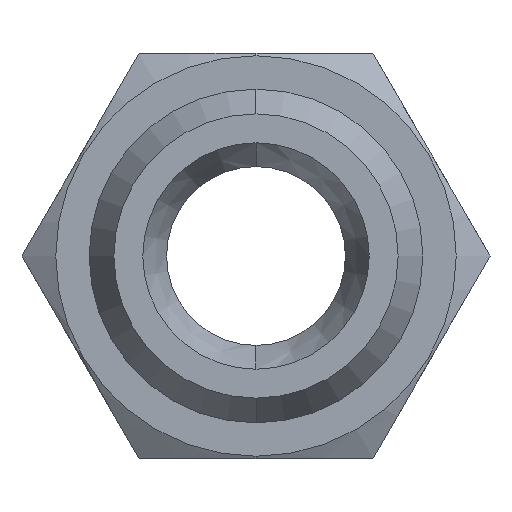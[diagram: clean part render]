
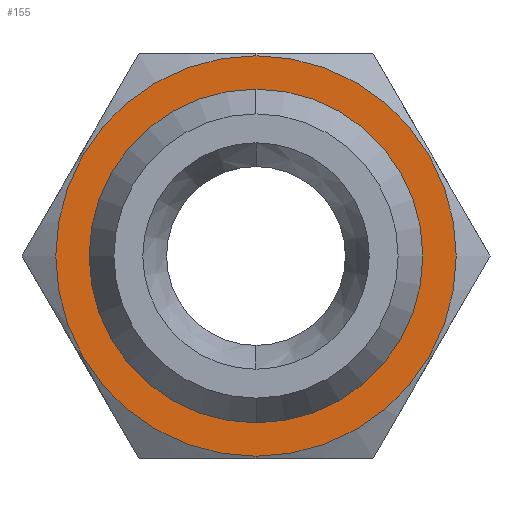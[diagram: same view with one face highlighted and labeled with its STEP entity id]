
A CAD part, front view. The second image highlights one B-rep face of the part: STEP entity #155.
In plain terms, the highlighted planar face has unit normal (0, -1, 0).
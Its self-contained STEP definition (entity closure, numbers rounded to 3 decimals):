
#57 = EDGE_CURVE ( 'NONE', #476, #440, #1180, .T. ) ;
#64 = EDGE_CURVE ( 'NONE', #437, #466, #1184, .T. ) ;
#138 = EDGE_CURVE ( 'NONE', #466, #437, #1277, .T. ) ;
#139 = EDGE_CURVE ( 'NONE', #440, #476, #1282, .T. ) ;
#155 = ADVANCED_FACE ( 'NONE', ( #364, #365 ), #662, .T. ) ;
#260 = ORIENTED_EDGE ( 'NONE', *, *, #64, .F. ) ;
#262 = ORIENTED_EDGE ( 'NONE', *, *, #139, .T. ) ;
#264 = ORIENTED_EDGE ( 'NONE', *, *, #57, .T. ) ;
#265 = ORIENTED_EDGE ( 'NONE', *, *, #138, .F. ) ;
#364 = FACE_OUTER_BOUND ( 'NONE', #527, .T. ) ;
#365 = FACE_BOUND ( 'NONE', #526, .T. ) ;
#437 = VERTEX_POINT ( 'NONE', #646 ) ;
#440 = VERTEX_POINT ( 'NONE', #645 ) ;
#466 = VERTEX_POINT ( 'NONE', #641 ) ;
#476 = VERTEX_POINT ( 'NONE', #626 ) ;
#526 = EDGE_LOOP ( 'NONE', ( #260, #265 ) ) ;
#527 = EDGE_LOOP ( 'NONE', ( #262, #264 ) ) ;
#626 = CARTESIAN_POINT ( 'NONE',  ( 0., 8., -8.4 ) ) ;
#641 = CARTESIAN_POINT ( 'NONE',  ( 0., 8., 7. ) ) ;
#645 = CARTESIAN_POINT ( 'NONE',  ( 0., 8., 8.4 ) ) ;
#646 = CARTESIAN_POINT ( 'NONE',  ( 0., 8., -7. ) ) ;
#652 = DIRECTION ( 'NONE',  ( 0., -1., 0. ) ) ;
#654 = DIRECTION ( 'NONE',  ( 0., 0., -1. ) ) ;
#660 = CARTESIAN_POINT ( 'NONE',  ( 7., 8., 0. ) ) ;
#662 = PLANE ( 'NONE',  #1310 ) ;
#708 = DIRECTION ( 'NONE',  ( 0., -1., 0. ) ) ;
#710 = DIRECTION ( 'NONE',  ( 0., 0., -1. ) ) ;
#716 = CARTESIAN_POINT ( 'NONE',  ( 0., 8., 0. ) ) ;
#718 = DIRECTION ( 'NONE',  ( 0., 0., -1. ) ) ;
#719 = DIRECTION ( 'NONE',  ( 0., -1., 0. ) ) ;
#720 = CARTESIAN_POINT ( 'NONE',  ( 0., 8., 0. ) ) ;
#983 = DIRECTION ( 'NONE',  ( 0., -1., 0. ) ) ;
#985 = DIRECTION ( 'NONE',  ( 0., 0., -1. ) ) ;
#991 = CARTESIAN_POINT ( 'NONE',  ( 0., 8., 0. ) ) ;
#1029 = DIRECTION ( 'NONE',  ( 0., -1., 0. ) ) ;
#1031 = DIRECTION ( 'NONE',  ( 0., 0., -1. ) ) ;
#1038 = CARTESIAN_POINT ( 'NONE',  ( 0., 8., 0. ) ) ;
#1180 = CIRCLE ( 'NONE', #1182, 8.4 ) ;
#1182 = AXIS2_PLACEMENT_3D ( 'NONE', #1038, #1029, #1031 ) ;
#1184 = CIRCLE ( 'NONE', #1186, 7. ) ;
#1186 = AXIS2_PLACEMENT_3D ( 'NONE', #991, #983, #985 ) ;
#1277 = CIRCLE ( 'NONE', #1287, 7. ) ;
#1282 = CIRCLE ( 'NONE', #1289, 8.4 ) ;
#1287 = AXIS2_PLACEMENT_3D ( 'NONE', #720, #719, #718 ) ;
#1289 = AXIS2_PLACEMENT_3D ( 'NONE', #716, #708, #710 ) ;
#1310 = AXIS2_PLACEMENT_3D ( 'NONE', #660, #652, #654 ) ;
